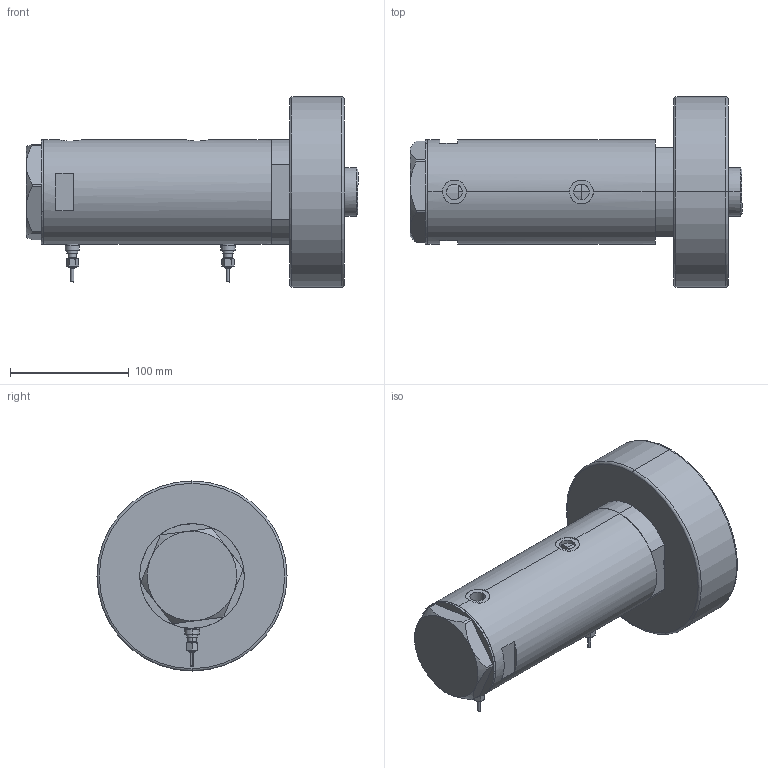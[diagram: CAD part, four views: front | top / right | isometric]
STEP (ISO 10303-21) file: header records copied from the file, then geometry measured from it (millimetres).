
FILE_DESCRIPTION (( 'STEP AP203' ), '1' );
FILE_NAME ('fc07.STEP', '2022-04-14T21:54:16', ( '' ), ( '' ), 'SwSTEP 2.0', 'SolidWorks 2019', '' );
FILE_SCHEMA (( 'CONFIG_CONTROL_DESIGN' ));
Length unit declared in the file: millimetre
Products named in the file (7): V270CG_MIDDLE 723fbcd3617fe8ea645b1037b61a0846; V270CG_FRONT 723fbcd3617fe8ea645b1037b61a0846; V270CG_271C 723fbcd3617fe8ea645b1037b61a0846; V270CG_BACK 723fbcd3617fe8ea645b1037b61a0846; V270CG_VC 723fbcd3617fe8ea645b1037b61a0846; V270CG_SWITCH 723fbcd3617fe8ea645b1037b61a0846; fc07
Assembly tree (7 placements, depth 2):
  fc07
    V270CG_MIDDLE 723fbcd3617fe8ea645b1037b61a0846
    V270CG_BACK 723fbcd3617fe8ea645b1037b61a0846
    V270CG_FRONT 723fbcd3617fe8ea645b1037b61a0846
    V270CG_VC 723fbcd3617fe8ea645b1037b61a0846
    V270CG_271C 723fbcd3617fe8ea645b1037b61a0846
    V270CG_SWITCH 723fbcd3617fe8ea645b1037b61a0846  x2
Bounding box: 279.47 x 160 x 160 mm (x, y, z)
Volume: 2160772.5 mm3; surface area: 278815.8 mm2
Topology: 7 solids, 7 shells, 242 faces, 530 edges, 319 vertices
Faces by surface type: plane 83, cylinder 81, cone 48, torus 28, bspline 2
Entity records: 6909 total; most frequent: CARTESIAN_POINT 1901, DIRECTION 952, ORIENTED_EDGE 840, EDGE_CURVE 420, AXIS2_PLACEMENT_3D 400, VERTEX_POINT 255, EDGE_LOOP 215, CIRCLE 202
